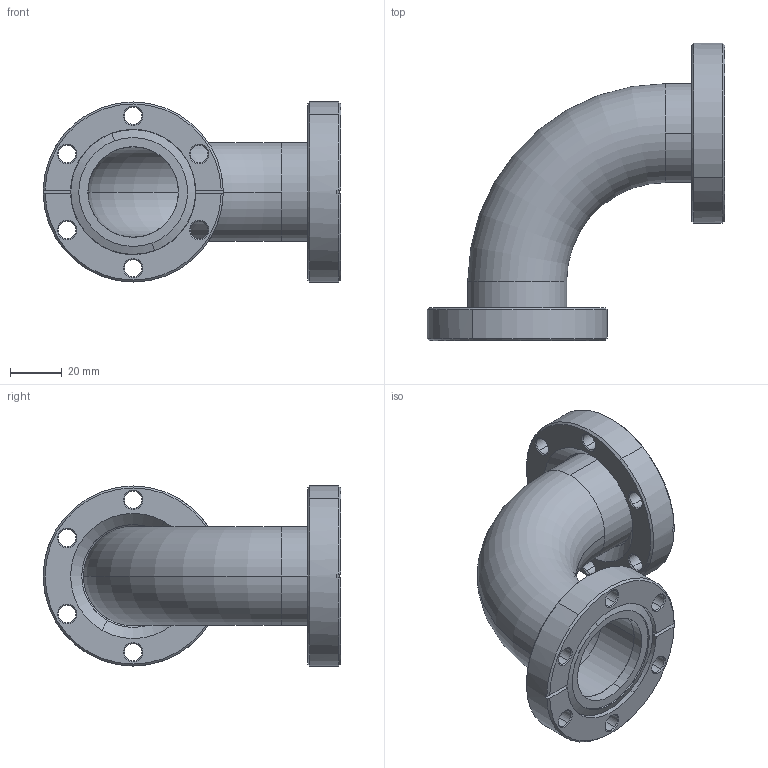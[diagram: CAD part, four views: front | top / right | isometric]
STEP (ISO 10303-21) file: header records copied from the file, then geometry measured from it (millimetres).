
FILE_DESCRIPTION (( 'STEP AP203' ), '1' );
FILE_NAME ('403042.STEP', '2009-07-28T14:38:46', ( 'MIS' ), ( '' ), 'SwSTEP 2.0', 'SolidWorks 2009', '' );
FILE_SCHEMA (( 'CONFIG_CONTROL_DESIGN' ));
Length unit declared in the file: inch
Products named in the file (4): 915002 (2.75 ROTA FLANGE); 910014 (2.75 ROTA INSERT); 403042; 042207
Assembly tree (5 placements, depth 2):
  403042
    910014 (2.75 ROTA INSERT)  x2
    915002 (2.75 ROTA FLANGE)  x2
    042207
Bounding box: 114.66 x 114.66 x 69.34 mm (x, y, z)
Volume: 80589.3 mm3; surface area: 56249.9 mm2
Topology: 5 solids, 5 shells, 166 faces, 386 edges, 232 vertices
Faces by surface type: cone 74, cylinder 60, plane 28, torus 4
Entity records: 3097 total; most frequent: DIRECTION 523, CARTESIAN_POINT 439, ORIENTED_EDGE 418, AXIS2_PLACEMENT_3D 218, EDGE_CURVE 209, VERTEX_POINT 126, CIRCLE 120, EDGE_LOOP 109
